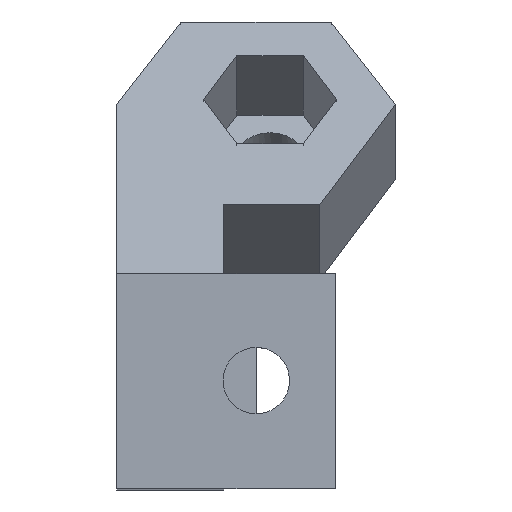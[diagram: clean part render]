
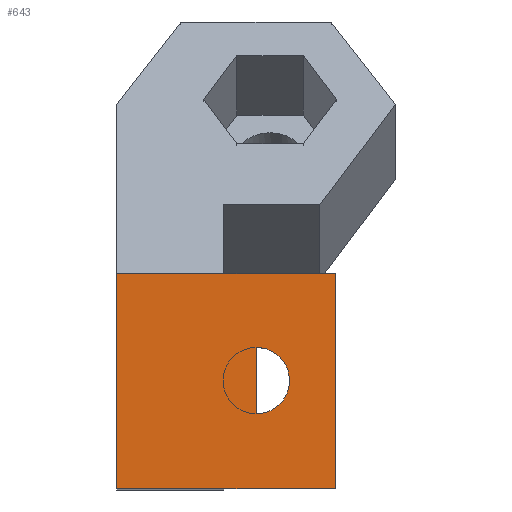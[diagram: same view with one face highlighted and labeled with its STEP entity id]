
A CAD part, top view. The second image highlights one B-rep face of the part: STEP entity #643.
In plain terms, the highlighted planar face has unit normal (0, 0, 1).
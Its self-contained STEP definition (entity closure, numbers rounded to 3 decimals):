
#21=ELLIPSE('',#685,1.55,1.55);
#42=LINE('',#980,#112);
#47=LINE('',#991,#117);
#49=LINE('',#995,#119);
#51=LINE('',#999,#121);
#52=LINE('',#1000,#122);
#112=VECTOR('',#788,10.);
#117=VECTOR('',#797,10.);
#119=VECTOR('',#801,10.);
#121=VECTOR('',#805,10.);
#122=VECTOR('',#806,10.);
#174=FACE_BOUND('',#226,.T.);
#190=FACE_OUTER_BOUND('',#225,.T.);
#225=EDGE_LOOP('',(#472,#473,#474,#475));
#226=EDGE_LOOP('',(#476,#477));
#265=VERTEX_POINT('',#915);
#266=VERTEX_POINT('',#917);
#285=VERTEX_POINT('',#988);
#286=VERTEX_POINT('',#990);
#287=VERTEX_POINT('',#994);
#288=VERTEX_POINT('',#998);
#328=EDGE_CURVE('',#266,#265,#21,.T.);
#351=EDGE_CURVE('',#265,#266,#42,.T.);
#356=EDGE_CURVE('',#286,#285,#47,.T.);
#358=EDGE_CURVE('',#286,#287,#49,.T.);
#360=EDGE_CURVE('',#288,#285,#51,.T.);
#361=EDGE_CURVE('',#287,#288,#52,.T.);
#472=ORIENTED_EDGE('',*,*,#356,.T.);
#473=ORIENTED_EDGE('',*,*,#360,.F.);
#474=ORIENTED_EDGE('',*,*,#361,.F.);
#475=ORIENTED_EDGE('',*,*,#358,.F.);
#476=ORIENTED_EDGE('',*,*,#328,.T.);
#477=ORIENTED_EDGE('',*,*,#351,.T.);
#611=PLANE('',#703);
#643=ADVANCED_FACE('',(#190,#174),#611,.T.);
#685=AXIS2_PLACEMENT_3D('',#918,#745,#746);
#703=AXIS2_PLACEMENT_3D('',#997,#803,#804);
#745=DIRECTION('center_axis',(0.,0.,-1.));
#746=DIRECTION('ref_axis',(-1.,0.,0.));
#788=DIRECTION('',(0.,1.,0.));
#797=DIRECTION('',(-1.,0.,0.));
#801=DIRECTION('',(0.,-1.,0.));
#803=DIRECTION('center_axis',(0.,0.,1.));
#804=DIRECTION('ref_axis',(-1.,0.,0.));
#805=DIRECTION('',(0.,1.,0.));
#806=DIRECTION('',(-1.,0.,0.));
#915=CARTESIAN_POINT('',(9.348,-27.722,-0.4));
#917=CARTESIAN_POINT('',(9.348,-24.623,-0.4));
#918=CARTESIAN_POINT('Origin',(9.357,-26.172,-0.4));
#980=CARTESIAN_POINT('',(9.348,-23.686,-0.4));
#988=CARTESIAN_POINT('',(2.845,-21.2,-0.4));
#990=CARTESIAN_POINT('',(13.045,-21.2,-0.4));
#991=CARTESIAN_POINT('',(13.045,-21.2,-0.4));
#994=CARTESIAN_POINT('',(13.045,-31.2,-0.4));
#995=CARTESIAN_POINT('',(13.045,-21.2,-0.4));
#997=CARTESIAN_POINT('Origin',(13.045,-21.2,-0.4));
#998=CARTESIAN_POINT('',(2.845,-31.2,-0.4));
#999=CARTESIAN_POINT('',(2.845,-31.2,-0.4));
#1000=CARTESIAN_POINT('',(13.045,-31.2,-0.4));
